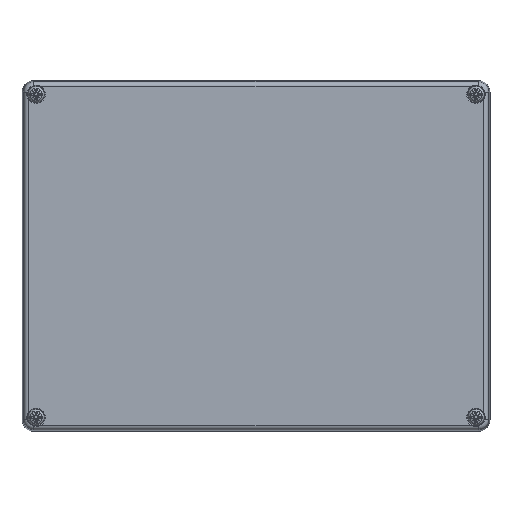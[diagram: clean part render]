
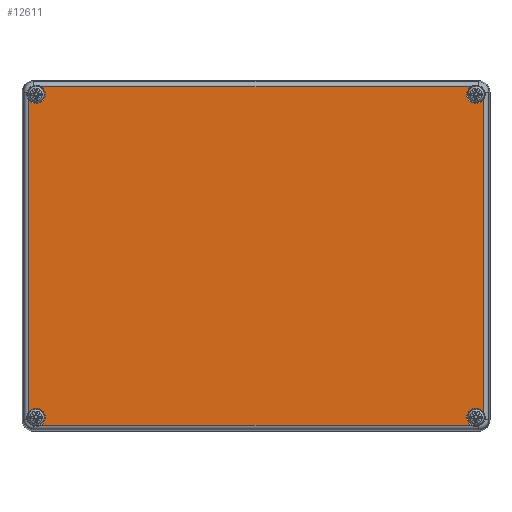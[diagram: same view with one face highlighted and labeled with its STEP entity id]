
A CAD part, top view. The second image highlights one B-rep face of the part: STEP entity #12611.
In plain terms, the highlighted face is planar.
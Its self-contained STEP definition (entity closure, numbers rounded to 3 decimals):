
#12325=CARTESIAN_POINT('',(91.987,72.336,-40.0));
#12326=VERTEX_POINT('',#12325);
#12335=CARTESIAN_POINT('',(97.336,66.987,-40.0));
#12336=VERTEX_POINT('',#12335);
#12344=CARTESIAN_POINT('',(94.,69.,-40.0));
#12345=DIRECTION('',(0.0,0.0,-1.0));
#12346=DIRECTION('',(-0.707,-0.707,0.0));
#12347=AXIS2_PLACEMENT_3D('',#12344,#12345,#12346);
#12348=CIRCLE('',#12347,3.897);
#12349=EDGE_CURVE('',#12336,#12326,#12348,.T.);
#12508=CARTESIAN_POINT('',(-91.987,72.336,-40.0));
#12509=VERTEX_POINT('',#12508);
#12510=CARTESIAN_POINT('',(91.987,72.336,-40.0));
#12511=DIRECTION('',(-1.0,0.0,0.0));
#12512=VECTOR('',#12511,183.974);
#12513=LINE('',#12510,#12512);
#12514=EDGE_CURVE('',#12326,#12509,#12513,.T.);
#12553=CARTESIAN_POINT('',(0.,0.,-40.0));
#12554=DIRECTION('',(0.0,0.0,1.0));
#12555=DIRECTION('',(1.0,0.0,0.0));
#12556=AXIS2_PLACEMENT_3D('',#12553,#12554,#12555);
#12557=PLANE('',#12556);
#12558=ORIENTED_EDGE('',*,*,#12349,.F.);
#12559=CARTESIAN_POINT('',(97.336,-66.987,-40.0));
#12560=VERTEX_POINT('',#12559);
#12561=CARTESIAN_POINT('',(97.336,-66.987,-40.0));
#12562=DIRECTION('',(0.0,1.0,0.0));
#12563=VECTOR('',#12562,133.974);
#12564=LINE('',#12561,#12563);
#12565=EDGE_CURVE('',#12560,#12336,#12564,.T.);
#12566=ORIENTED_EDGE('',*,*,#12565,.F.);
#12567=CARTESIAN_POINT('',(91.987,-72.336,-40.0));
#12568=VERTEX_POINT('',#12567);
#12569=CARTESIAN_POINT('',(94.,-69.,-40.0));
#12570=DIRECTION('',(0.0,0.0,-1.0));
#12571=DIRECTION('',(-0.707,0.707,0.0));
#12572=AXIS2_PLACEMENT_3D('',#12569,#12570,#12571);
#12573=CIRCLE('',#12572,3.897);
#12574=EDGE_CURVE('',#12568,#12560,#12573,.T.);
#12575=ORIENTED_EDGE('',*,*,#12574,.F.);
#12576=CARTESIAN_POINT('',(-91.987,-72.336,-40.0));
#12577=VERTEX_POINT('',#12576);
#12578=CARTESIAN_POINT('',(-91.987,-72.336,-40.0));
#12579=DIRECTION('',(1.0,0.0,0.0));
#12580=VECTOR('',#12579,183.974);
#12581=LINE('',#12578,#12580);
#12582=EDGE_CURVE('',#12577,#12568,#12581,.T.);
#12583=ORIENTED_EDGE('',*,*,#12582,.F.);
#12584=CARTESIAN_POINT('',(-97.336,-66.987,-40.0));
#12585=VERTEX_POINT('',#12584);
#12586=CARTESIAN_POINT('',(-94.,-69.,-40.0));
#12587=DIRECTION('',(0.0,0.0,-1.0));
#12588=DIRECTION('',(0.707,0.707,0.0));
#12589=AXIS2_PLACEMENT_3D('',#12586,#12587,#12588);
#12590=CIRCLE('',#12589,3.897);
#12591=EDGE_CURVE('',#12585,#12577,#12590,.T.);
#12592=ORIENTED_EDGE('',*,*,#12591,.F.);
#12593=CARTESIAN_POINT('',(-97.336,66.987,-40.0));
#12594=VERTEX_POINT('',#12593);
#12595=CARTESIAN_POINT('',(-97.336,66.987,-40.0));
#12596=DIRECTION('',(0.0,-1.0,0.0));
#12597=VECTOR('',#12596,133.974);
#12598=LINE('',#12595,#12597);
#12599=EDGE_CURVE('',#12594,#12585,#12598,.T.);
#12600=ORIENTED_EDGE('',*,*,#12599,.F.);
#12601=CARTESIAN_POINT('',(-94.,69.0,-40.0));
#12602=DIRECTION('',(0.0,0.0,-1.0));
#12603=DIRECTION('',(0.707,-0.707,0.0));
#12604=AXIS2_PLACEMENT_3D('',#12601,#12602,#12603);
#12605=CIRCLE('',#12604,3.897);
#12606=EDGE_CURVE('',#12509,#12594,#12605,.T.);
#12607=ORIENTED_EDGE('',*,*,#12606,.F.);
#12608=ORIENTED_EDGE('',*,*,#12514,.F.);
#12609=EDGE_LOOP('',(#12558,#12566,#12575,#12583,#12592,#12600,#12607,#12608));
#12610=FACE_OUTER_BOUND('',#12609,.T.);
#12611=ADVANCED_FACE('',(#12610),#12557,.F.);
